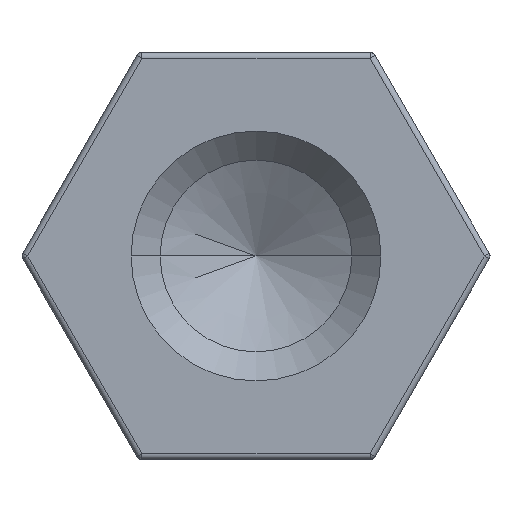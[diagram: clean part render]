
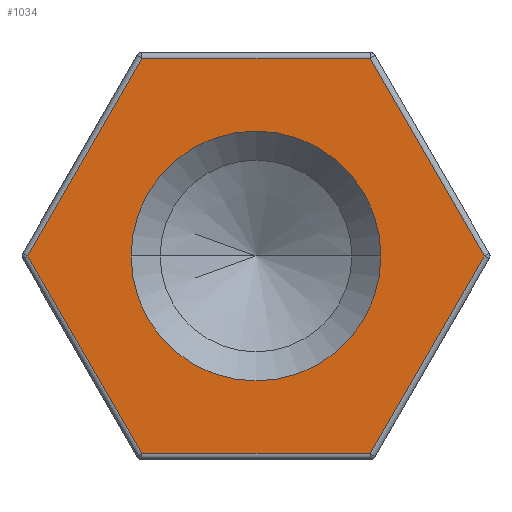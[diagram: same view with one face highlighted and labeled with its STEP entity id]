
A CAD part, left-side view. The second image highlights one B-rep face of the part: STEP entity #1034.
In plain terms, the highlighted planar face has unit normal (-1, 0, 0).
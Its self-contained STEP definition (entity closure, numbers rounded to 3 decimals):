
#7 = AXIS2_PLACEMENT_3D ( 'NONE', #513, #1200, #683 ) ;
#8 = DIRECTION ( 'NONE',  ( 0., -0.5, 0.866 ) ) ;
#12 = DIRECTION ( 'NONE',  ( 1., 0., 0. ) ) ;
#19 = FACE_BOUND ( 'NONE', #43, .T. ) ;
#43 = EDGE_LOOP ( 'NONE', ( #382, #388 ) ) ;
#54 = CIRCLE ( 'NONE', #7, 2.15 ) ;
#71 = VERTEX_POINT ( 'NONE', #1008 ) ;
#92 = AXIS2_PLACEMENT_3D ( 'NONE', #904, #12, #893 ) ;
#119 = EDGE_LOOP ( 'NONE', ( #358, #362, #364, #368, #122, #373 ) ) ;
#122 = ORIENTED_EDGE ( 'NONE', *, *, #392, .T. ) ;
#136 = EDGE_CURVE ( 'NONE', #729, #168, #619, .T. ) ;
#139 = VERTEX_POINT ( 'NONE', #1055 ) ;
#168 = VERTEX_POINT ( 'NONE', #466 ) ;
#211 = CARTESIAN_POINT ( 'NONE',  ( 0., 2.944, -1.7 ) ) ;
#212 = LINE ( 'NONE', #211, #1331 ) ;
#215 = PLANE ( 'NONE',  #1392 ) ;
#231 = VECTOR ( 'NONE', #8, 1000. ) ;
#249 = EDGE_CURVE ( 'NONE', #661, #340, #1092, .T. ) ;
#252 = EDGE_CURVE ( 'NONE', #71, #661, #505, .T. ) ;
#255 = EDGE_CURVE ( 'NONE', #340, #700, #1249, .T. ) ;
#257 = EDGE_CURVE ( 'NONE', #168, #729, #54, .T. ) ;
#340 = VERTEX_POINT ( 'NONE', #853 ) ;
#358 = ORIENTED_EDGE ( 'NONE', *, *, #252, .T. ) ;
#362 = ORIENTED_EDGE ( 'NONE', *, *, #249, .T. ) ;
#364 = ORIENTED_EDGE ( 'NONE', *, *, #255, .T. ) ;
#368 = ORIENTED_EDGE ( 'NONE', *, *, #389, .T. ) ;
#373 = ORIENTED_EDGE ( 'NONE', *, *, #377, .T. ) ;
#377 = EDGE_CURVE ( 'NONE', #727, #71, #988, .T. ) ;
#382 = ORIENTED_EDGE ( 'NONE', *, *, #257, .T. ) ;
#388 = ORIENTED_EDGE ( 'NONE', *, *, #136, .T. ) ;
#389 = EDGE_CURVE ( 'NONE', #700, #139, #212, .T. ) ;
#392 = EDGE_CURVE ( 'NONE', #139, #727, #696, .T. ) ;
#400 = DIRECTION ( 'NONE',  ( 0., 1., 0. ) ) ;
#443 = VECTOR ( 'NONE', #913, 1000. ) ;
#466 = CARTESIAN_POINT ( 'NONE',  ( 0., 2.15, 0. ) ) ;
#505 = LINE ( 'NONE', #1294, #1069 ) ;
#513 = CARTESIAN_POINT ( 'NONE',  ( 0., 0., 0. ) ) ;
#619 = CIRCLE ( 'NONE', #92, 2.15 ) ;
#661 = VERTEX_POINT ( 'NONE', #852 ) ;
#683 = DIRECTION ( 'NONE',  ( 0., 1., 0. ) ) ;
#696 = LINE ( 'NONE', #1235, #978 ) ;
#700 = VERTEX_POINT ( 'NONE', #722 ) ;
#722 = CARTESIAN_POINT ( 'NONE',  ( 0., 3.926, 0. ) ) ;
#727 = VERTEX_POINT ( 'NONE', #854 ) ;
#729 = VERTEX_POINT ( 'NONE', #1284 ) ;
#748 = DIRECTION ( 'NONE',  ( 0., -0.5, -0.866 ) ) ;
#789 = DIRECTION ( 'NONE',  ( 0., 1., 0. ) ) ;
#852 = CARTESIAN_POINT ( 'NONE',  ( 0., -1.963, 3.4 ) ) ;
#853 = CARTESIAN_POINT ( 'NONE',  ( 0., 1.963, 3.4 ) ) ;
#854 = CARTESIAN_POINT ( 'NONE',  ( 0., -1.963, -3.4 ) ) ;
#893 = DIRECTION ( 'NONE',  ( 0., 1., 0. ) ) ;
#904 = CARTESIAN_POINT ( 'NONE',  ( 0., 0., 0. ) ) ;
#913 = DIRECTION ( 'NONE',  ( 0., 0.5, -0.866 ) ) ;
#948 = CARTESIAN_POINT ( 'NONE',  ( 0., -2.944, -1.7 ) ) ;
#954 = CARTESIAN_POINT ( 'NONE',  ( 0., 0., 0. ) ) ;
#978 = VECTOR ( 'NONE', #1300, 1000. ) ;
#988 = LINE ( 'NONE', #948, #231 ) ;
#1008 = CARTESIAN_POINT ( 'NONE',  ( 0., -3.926, 0. ) ) ;
#1034 = ADVANCED_FACE ( 'NONE', ( #1299, #19 ), #215, .F. ) ;
#1055 = CARTESIAN_POINT ( 'NONE',  ( 0., 1.963, -3.4 ) ) ;
#1069 = VECTOR ( 'NONE', #1342, 1000. ) ;
#1092 = LINE ( 'NONE', #1376, #1435 ) ;
#1200 = DIRECTION ( 'NONE',  ( 1., 0., 0. ) ) ;
#1235 = CARTESIAN_POINT ( 'NONE',  ( 0., 0., -3.4 ) ) ;
#1249 = LINE ( 'NONE', #1385, #443 ) ;
#1284 = CARTESIAN_POINT ( 'NONE',  ( 0., -2.15, 0. ) ) ;
#1294 = CARTESIAN_POINT ( 'NONE',  ( 0., -2.944, 1.7 ) ) ;
#1299 = FACE_OUTER_BOUND ( 'NONE', #119, .T. ) ;
#1300 = DIRECTION ( 'NONE',  ( 0., -1., 0. ) ) ;
#1331 = VECTOR ( 'NONE', #748, 1000. ) ;
#1342 = DIRECTION ( 'NONE',  ( 0., 0.5, 0.866 ) ) ;
#1372 = DIRECTION ( 'NONE',  ( 1., 0., 0. ) ) ;
#1376 = CARTESIAN_POINT ( 'NONE',  ( 0., 0., 3.4 ) ) ;
#1385 = CARTESIAN_POINT ( 'NONE',  ( 0., 2.944, 1.7 ) ) ;
#1392 = AXIS2_PLACEMENT_3D ( 'NONE', #954, #1372, #400 ) ;
#1435 = VECTOR ( 'NONE', #789, 1000. ) ;
